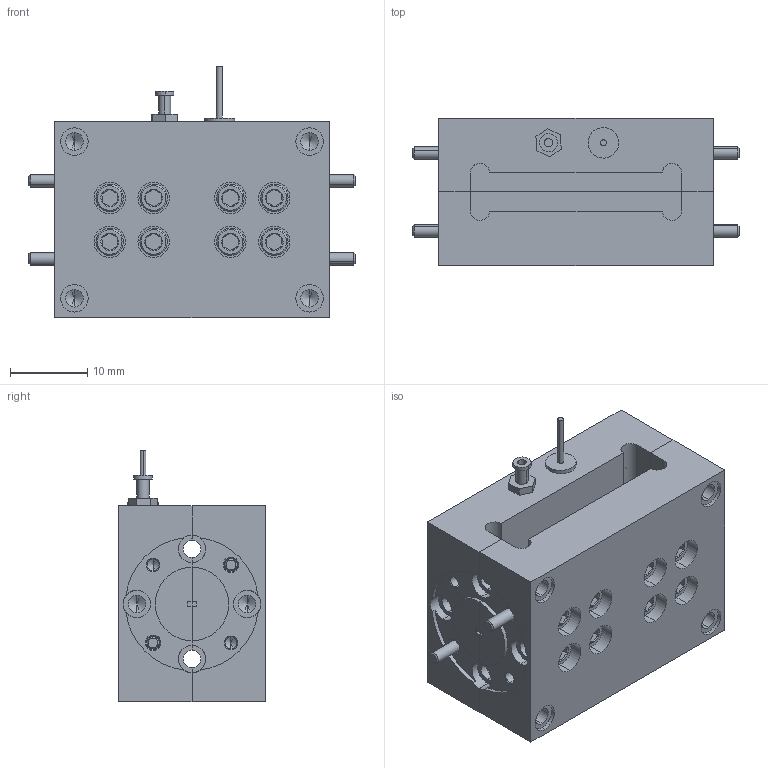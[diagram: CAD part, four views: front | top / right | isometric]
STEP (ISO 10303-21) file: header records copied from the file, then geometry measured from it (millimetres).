
FILE_DESCRIPTION (( 'STEP AP214' ), '1' );
FILE_NAME ('BG-SG-A.STEP', '2022-08-17T17:12:51', ( '' ), ( '' ), 'SwSTEP 2.0', 'SolidWorks 2021', '' );
FILE_SCHEMA (( 'AUTOMOTIVE_DESIGN' ));
Length unit declared in the file: inch
Products named in the file (1): BG-SG-A
Bounding box: 42.29 x 19.05 x 32.64 mm (x, y, z)
Volume: 14097.6 mm3; surface area: 9743.9 mm2
Topology: 17 solids, 21 shells, 682 faces, 1608 edges, 980 vertices
Faces by surface type: plane 288, cylinder 210, cone 184
Entity records: 28506 total; most frequent: CARTESIAN_POINT 3887, DIRECTION 3366, ORIENTED_EDGE 3120, EDGE_CURVE 1560, AXIS2_PLACEMENT_3D 1275, VERTEX_POINT 980, LINE 816, VECTOR 816
